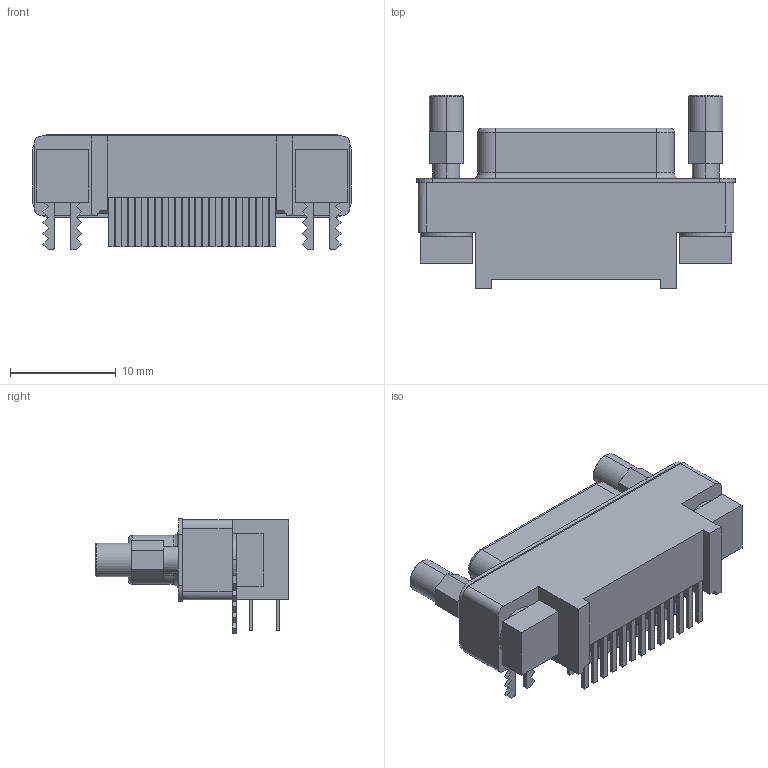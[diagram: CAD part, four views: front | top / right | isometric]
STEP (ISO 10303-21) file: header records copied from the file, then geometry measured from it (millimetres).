
FILE_DESCRIPTION((''),'2;1');
FILE_NAME('MOLEX_83614-9012.stp','2013-05-22T14:16:57',(''),(''),'Mechanical Desktop 2011','Mechanical Desktop 2011',', , ');
FILE_SCHEMA(('AUTOMOTIVE_DESIGN { 1 2 10303 214 1 1 1 1 }'));
Length unit declared in the file: millimetre
Products named in the file (1): Product
Bounding box: 30.1 x 18.26 x 10.87 mm (x, y, z)
Volume: 2212.5 mm3; surface area: 3553.1 mm2
Topology: 68 solids, 68 shells, 586 faces, 1416 edges, 920 vertices
Faces by surface type: plane 297, cylinder 168, bspline 84, sphere 25, cone 8, torus 4
Entity records: 16995 total; most frequent: CARTESIAN_POINT 3229, DIRECTION 2775, ORIENTED_EDGE 2730, EDGE_CURVE 1365, VECTOR 963, LINE 963, VERTEX_POINT 918, AXIS2_PLACEMENT_3D 906
